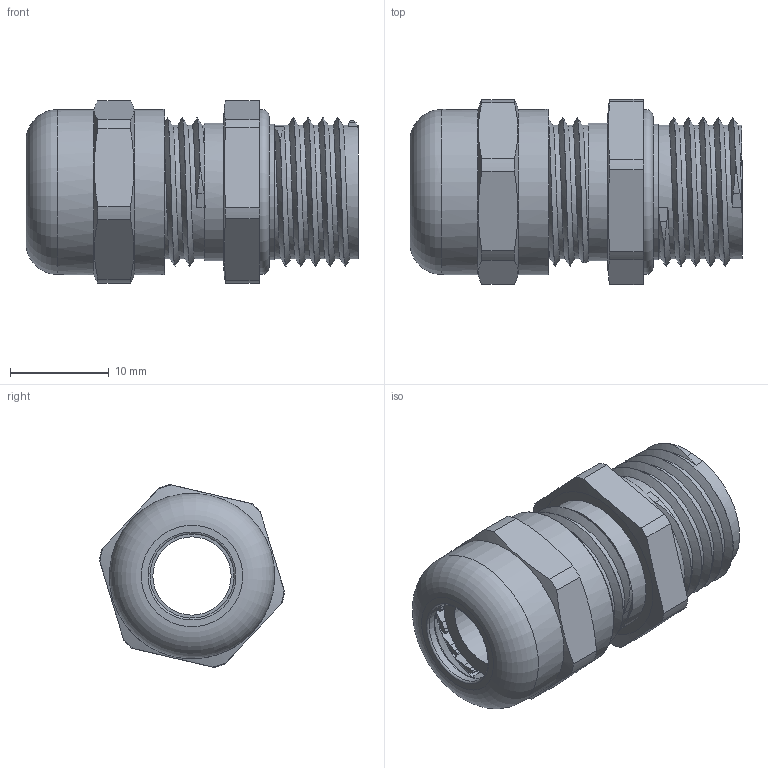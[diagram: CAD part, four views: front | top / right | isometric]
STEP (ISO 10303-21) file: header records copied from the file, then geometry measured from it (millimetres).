
FILE_DESCRIPTION(/* description */ ('Euro-Top PG 9, L= 10 mm'),/* implementation_level */ '2;1');
FILE_NAME(/* name */ '60480409-RST.stp',/* time_stamp */ '2019-12-04T14:38:15+01:00',/* author */ ('sl'),/* organization */ (''),/* preprocessor_version */ 'ST-DEVELOPER v16.5',/* originating_system */ 'Autodesk Inventor 2017',/* authorisation */ '');
FILE_SCHEMA (('AUTOMOTIVE_DESIGN { 1 0 10303 214 3 1 1 }'));
Length unit declared in the file: millimetre
Products named in the file (6): 60480409; 60080409; 60480409_1; 60080409_1; Euro-Top-02-BT-0004-60080409; 60080409_2
Assembly tree (5 placements, depth 2):
  60480409
    60080409
    60480409_1
    60080409_1
    Euro-Top-02-BT-0004-60080409
    60080409_2
Bounding box: 33.61 x 18.75 x 18.49 mm (x, y, z)
Volume: 3119.5 mm3; surface area: 6350.2 mm2
Topology: 5 solids, 5 shells, 246 faces, 669 edges, 436 vertices
Faces by surface type: plane 117, cylinder 84, torus 24, cone 15, bspline 6
Full cylindrical faces by diameter (mm): 7.92 x1, 8.22 x1, 8.52 x1, 10.42 x1, 11 x1, 11.07 x1, 11.74 x1, 12.25 x1, 12.37 x1, 13.7 x1, 13.72 x1, 13.91 x1, 14 x6, 15.5 x6, 15.84 x1, 16.73 x2
Entity records: 10240 total; most frequent: CARTESIAN_POINT 4384, DIRECTION 1214, ORIENTED_EDGE 1180, EDGE_CURVE 590, AXIS2_PLACEMENT_3D 483, VERTEX_POINT 401, EDGE_LOOP 279, LINE 248
